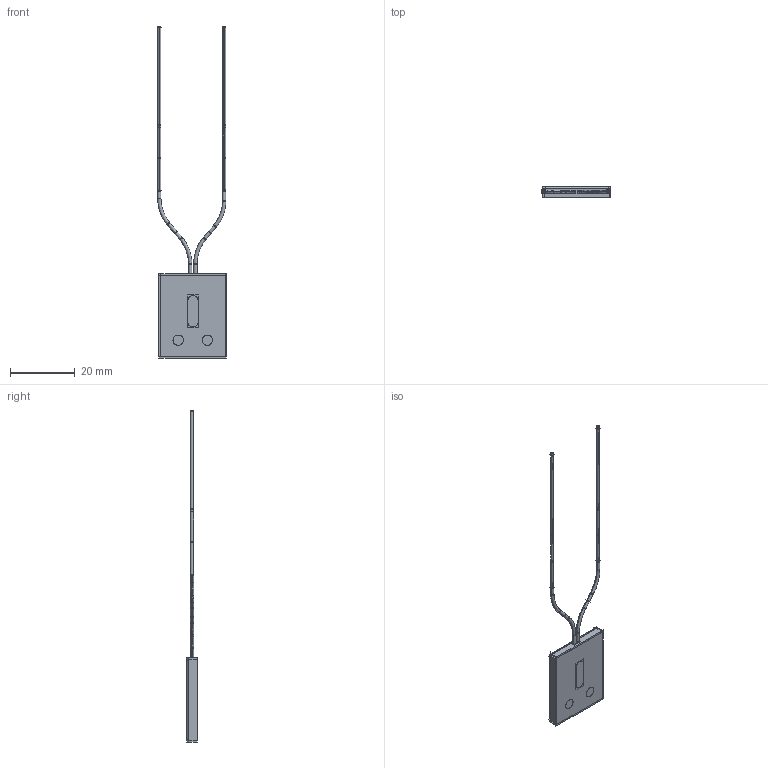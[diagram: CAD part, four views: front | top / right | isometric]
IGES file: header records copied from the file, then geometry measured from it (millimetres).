
Start section:  PTC IGES file: 193376.igs
Global section: file name: 193376.igs; native system: Creo Parametric by Parametric Technology Corporation; preprocessor: 2013230; author: pdmadmin; organization: Unknown; date: 20160302.100147; units: millimetre
Bounding box: 21.23 x 3.27 x 102.21 mm (x, y, z)
Volume: 1612.7 mm3; surface area: 9433.9 mm2
Topology: 8 solids, 10 shells, 198 faces, 976 edges, 1260 vertices
Faces by surface type: revolution 120, bspline 78
